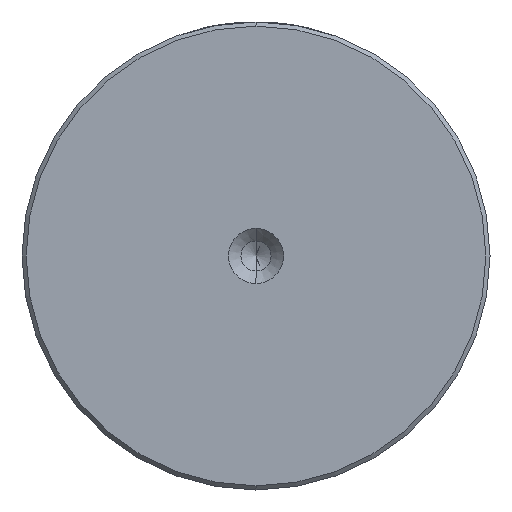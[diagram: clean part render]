
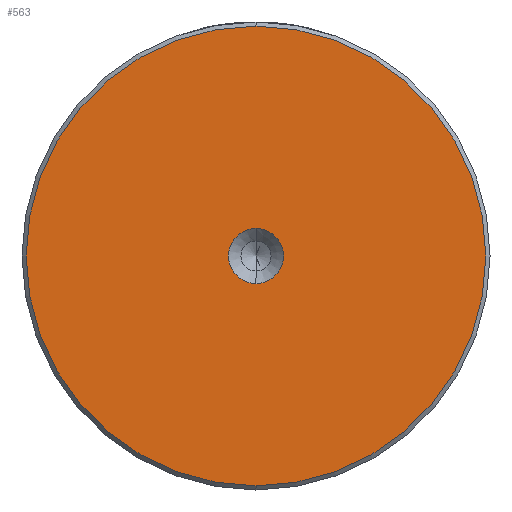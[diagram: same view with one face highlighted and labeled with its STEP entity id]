
A CAD part, left-side view. The second image highlights one B-rep face of the part: STEP entity #563.
In plain terms, the highlighted planar face has unit normal (-1, 0, 0).
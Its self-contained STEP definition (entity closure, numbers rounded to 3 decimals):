
#39 = DIRECTION ( 'NONE',  ( -1., 0., 0. ) ) ;
#170 = CIRCLE ( 'NONE', #2944, 3.3 ) ;
#183 = ORIENTED_EDGE ( 'NONE', *, *, #1880, .T. ) ;
#222 = CARTESIAN_POINT ( 'NONE',  ( 0., 0., 0. ) ) ;
#346 = DIRECTION ( 'NONE',  ( 0., 0., 1. ) ) ;
#358 = DIRECTION ( 'NONE',  ( -1., 0., 0. ) ) ;
#398 = AXIS2_PLACEMENT_3D ( 'NONE', #1579, #1834, #346 ) ;
#452 = VERTEX_POINT ( 'NONE', #1266 ) ;
#481 = DIRECTION ( 'NONE',  ( 0., 0., 1. ) ) ;
#563 = ADVANCED_FACE ( 'NONE', ( #999, #923 ), #1077, .T. ) ;
#640 = VERTEX_POINT ( 'NONE', #2832 ) ;
#714 = EDGE_LOOP ( 'NONE', ( #1234, #183 ) ) ;
#850 = VERTEX_POINT ( 'NONE', #2542 ) ;
#923 = FACE_BOUND ( 'NONE', #1032, .T. ) ;
#999 = FACE_OUTER_BOUND ( 'NONE', #714, .T. ) ;
#1032 = EDGE_LOOP ( 'NONE', ( #2999, #2896 ) ) ;
#1077 = PLANE ( 'NONE',  #398 ) ;
#1115 = DIRECTION ( 'NONE',  ( -1., 0., 0. ) ) ;
#1161 = AXIS2_PLACEMENT_3D ( 'NONE', #1851, #358, #2092 ) ;
#1186 = CIRCLE ( 'NONE', #1396, 3.3 ) ;
#1234 = ORIENTED_EDGE ( 'NONE', *, *, #3024, .T. ) ;
#1266 = CARTESIAN_POINT ( 'NONE',  ( 0., 0., 27.5 ) ) ;
#1309 = VERTEX_POINT ( 'NONE', #3090 ) ;
#1396 = AXIS2_PLACEMENT_3D ( 'NONE', #2591, #1115, #2835 ) ;
#1470 = AXIS2_PLACEMENT_3D ( 'NONE', #222, #1953, #481 ) ;
#1513 = CARTESIAN_POINT ( 'NONE',  ( 0., 0., 0. ) ) ;
#1579 = CARTESIAN_POINT ( 'NONE',  ( 0., 0., 0. ) ) ;
#1650 = EDGE_CURVE ( 'NONE', #640, #850, #1186, .T. ) ;
#1772 = DIRECTION ( 'NONE',  ( 0., 0., 1. ) ) ;
#1834 = DIRECTION ( 'NONE',  ( -1., 0., 0. ) ) ;
#1851 = CARTESIAN_POINT ( 'NONE',  ( 0., 0., 0. ) ) ;
#1880 = EDGE_CURVE ( 'NONE', #452, #1309, #2033, .T. ) ;
#1953 = DIRECTION ( 'NONE',  ( -1., 0., 0. ) ) ;
#2033 = CIRCLE ( 'NONE', #1161, 27.5 ) ;
#2092 = DIRECTION ( 'NONE',  ( 0., 0., 1. ) ) ;
#2298 = CIRCLE ( 'NONE', #1470, 27.5 ) ;
#2542 = CARTESIAN_POINT ( 'NONE',  ( 0., 0., -3.3 ) ) ;
#2591 = CARTESIAN_POINT ( 'NONE',  ( 0., 0., 0. ) ) ;
#2832 = CARTESIAN_POINT ( 'NONE',  ( 0., 0., 3.3 ) ) ;
#2835 = DIRECTION ( 'NONE',  ( 0., 0., 1. ) ) ;
#2896 = ORIENTED_EDGE ( 'NONE', *, *, #3186, .F. ) ;
#2944 = AXIS2_PLACEMENT_3D ( 'NONE', #1513, #39, #1772 ) ;
#2999 = ORIENTED_EDGE ( 'NONE', *, *, #1650, .F. ) ;
#3024 = EDGE_CURVE ( 'NONE', #1309, #452, #2298, .T. ) ;
#3090 = CARTESIAN_POINT ( 'NONE',  ( 0., 0., -27.5 ) ) ;
#3186 = EDGE_CURVE ( 'NONE', #850, #640, #170, .T. ) ;
